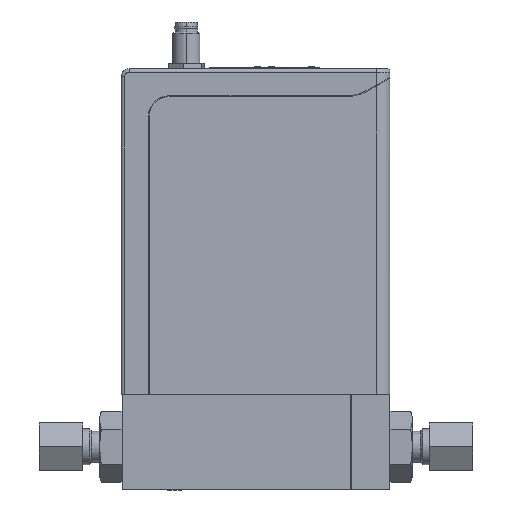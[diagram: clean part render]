
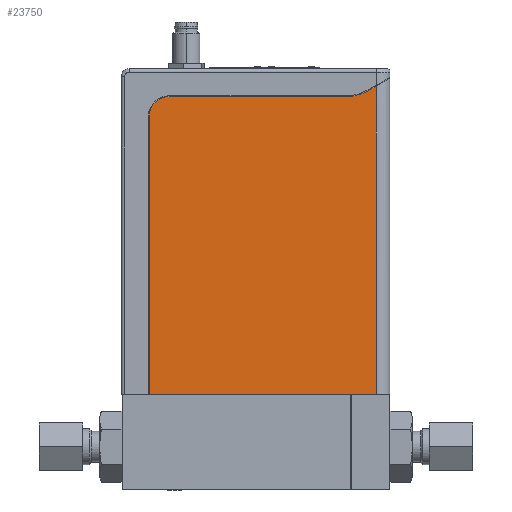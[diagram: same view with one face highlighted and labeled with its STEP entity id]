
A CAD part, left-side view. The second image highlights one B-rep face of the part: STEP entity #23750.
In plain terms, the highlighted planar face has unit normal (-1, 0, 0).
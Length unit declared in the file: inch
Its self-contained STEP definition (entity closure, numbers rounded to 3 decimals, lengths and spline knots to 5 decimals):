
#329 = CARTESIAN_POINT ( 'NONE',  ( -1.12106, 2.10236, 1.10236 ) ) ;
#1054 = CARTESIAN_POINT ( 'NONE',  ( -1.12106, -0.29528, 4.67452 ) ) ;
#1974 = VECTOR ( 'NONE', #25722, 39.37008 ) ;
#4133 = VECTOR ( 'NONE', #16095, 39.37008 ) ;
#4422 = VERTEX_POINT ( 'NONE', #1054 ) ;
#5080 = DIRECTION ( 'NONE',  ( 0., -1., 0. ) ) ;
#5166 = CARTESIAN_POINT ( 'NONE',  ( -1.12106, 2.10236, 4.55118 ) ) ;
#5291 = ORIENTED_EDGE ( 'NONE', *, *, #8688, .F. ) ;
#5367 = CARTESIAN_POINT ( 'NONE',  ( -1.12106, 0.04495, 4.55118 ) ) ;
#5862 = VERTEX_POINT ( 'NONE', #5367 ) ;
#6308 = AXIS2_PLACEMENT_3D ( 'NONE', #11186, #11154, #11129 ) ;
#7327 = EDGE_CURVE ( 'NONE', #8059, #13583, #15129, .T. ) ;
#7491 = DIRECTION ( 'NONE',  ( 0., 1., 0. ) ) ;
#7508 = AXIS2_PLACEMENT_3D ( 'NONE', #23980, #23973, #23947 ) ;
#7956 = LINE ( 'NONE', #14198, #13521 ) ;
#8059 = VERTEX_POINT ( 'NONE', #22145 ) ;
#8688 = EDGE_CURVE ( 'NONE', #4422, #8059, #20827, .T. ) ;
#9348 = CARTESIAN_POINT ( 'NONE',  ( -1.12106, 2.33071, 1.10236 ) ) ;
#10081 = ORIENTED_EDGE ( 'NONE', *, *, #22700, .F. ) ;
#10855 = VECTOR ( 'NONE', #5080, 39.37008 ) ;
#11121 = EDGE_LOOP ( 'NONE', ( #5291, #10081, #11652, #22447, #12160, #12640, #14610 ) ) ;
#11129 = DIRECTION ( 'NONE',  ( 0., 0., 1. ) ) ;
#11154 = DIRECTION ( 'NONE',  ( 1., 0., 0. ) ) ;
#11159 = FACE_OUTER_BOUND ( 'NONE', #11121, .T. ) ;
#11186 = CARTESIAN_POINT ( 'NONE',  ( -1.12106, 2.10236, 4.32283 ) ) ;
#11652 = ORIENTED_EDGE ( 'NONE', *, *, #25820, .F. ) ;
#12160 = ORIENTED_EDGE ( 'NONE', *, *, #15995, .F. ) ;
#12292 = LINE ( 'NONE', #25776, #1974 ) ;
#12640 = ORIENTED_EDGE ( 'NONE', *, *, #25398, .F. ) ;
#13300 = LINE ( 'NONE', #5166, #10855 ) ;
#13482 = CARTESIAN_POINT ( 'NONE',  ( -1.12106, 2.10236, 4.55118 ) ) ;
#13521 = VECTOR ( 'NONE', #14092, 39.37008 ) ;
#13583 = VERTEX_POINT ( 'NONE', #9348 ) ;
#14092 = DIRECTION ( 'NONE',  ( 0., -0.866, 0.5 ) ) ;
#14198 = CARTESIAN_POINT ( 'NONE',  ( -1.12106, -0.19127, 4.61448 ) ) ;
#14610 = ORIENTED_EDGE ( 'NONE', *, *, #7327, .F. ) ;
#14778 = VECTOR ( 'NONE', #7491, 39.37008 ) ;
#15129 = LINE ( 'NONE', #329, #14778 ) ;
#15748 = VERTEX_POINT ( 'NONE', #23915 ) ;
#15995 = EDGE_CURVE ( 'NONE', #22542, #20987, #18272, .T. ) ;
#16095 = DIRECTION ( 'NONE',  ( 0., 0., -1. ) ) ;
#16149 = CARTESIAN_POINT ( 'NONE',  ( -1.12106, -0.29528, 4.32283 ) ) ;
#18030 = CARTESIAN_POINT ( 'NONE',  ( -1.12106, 2.33071, 4.32283 ) ) ;
#18272 = CIRCLE ( 'NONE', #6308, 0.22835 ) ;
#18710 = DIRECTION ( 'NONE',  ( 0., 0., 1. ) ) ;
#18715 = DIRECTION ( 'NONE',  ( -1., 0., 0. ) ) ;
#18825 = CARTESIAN_POINT ( 'NONE',  ( -1.12106, 0.04495, 5.02362 ) ) ;
#19923 = AXIS2_PLACEMENT_3D ( 'NONE', #18825, #18715, #18710 ) ;
#20827 = LINE ( 'NONE', #16149, #4133 ) ;
#20987 = VERTEX_POINT ( 'NONE', #13482 ) ;
#22145 = CARTESIAN_POINT ( 'NONE',  ( -1.12106, -0.29528, 1.10236 ) ) ;
#22447 = ORIENTED_EDGE ( 'NONE', *, *, #23049, .F. ) ;
#22542 = VERTEX_POINT ( 'NONE', #18030 ) ;
#22700 = EDGE_CURVE ( 'NONE', #15748, #4422, #7956, .T. ) ;
#23049 = EDGE_CURVE ( 'NONE', #20987, #5862, #13300, .T. ) ;
#23750 = ADVANCED_FACE ( 'NONE', ( #11159 ), #24004, .F. ) ;
#23915 = CARTESIAN_POINT ( 'NONE',  ( -1.12106, -0.19127, 4.61448 ) ) ;
#23947 = DIRECTION ( 'NONE',  ( 0., 0., -1. ) ) ;
#23973 = DIRECTION ( 'NONE',  ( 1., 0., 0. ) ) ;
#23980 = CARTESIAN_POINT ( 'NONE',  ( -1.12106, 2.10236, 4.32283 ) ) ;
#24004 = PLANE ( 'NONE',  #7508 ) ;
#24719 = CIRCLE ( 'NONE', #19923, 0.47244 ) ;
#25398 = EDGE_CURVE ( 'NONE', #13583, #22542, #12292, .T. ) ;
#25722 = DIRECTION ( 'NONE',  ( 0., 0., 1. ) ) ;
#25776 = CARTESIAN_POINT ( 'NONE',  ( -1.12106, 2.33071, 4.32283 ) ) ;
#25820 = EDGE_CURVE ( 'NONE', #5862, #15748, #24719, .T. ) ;
